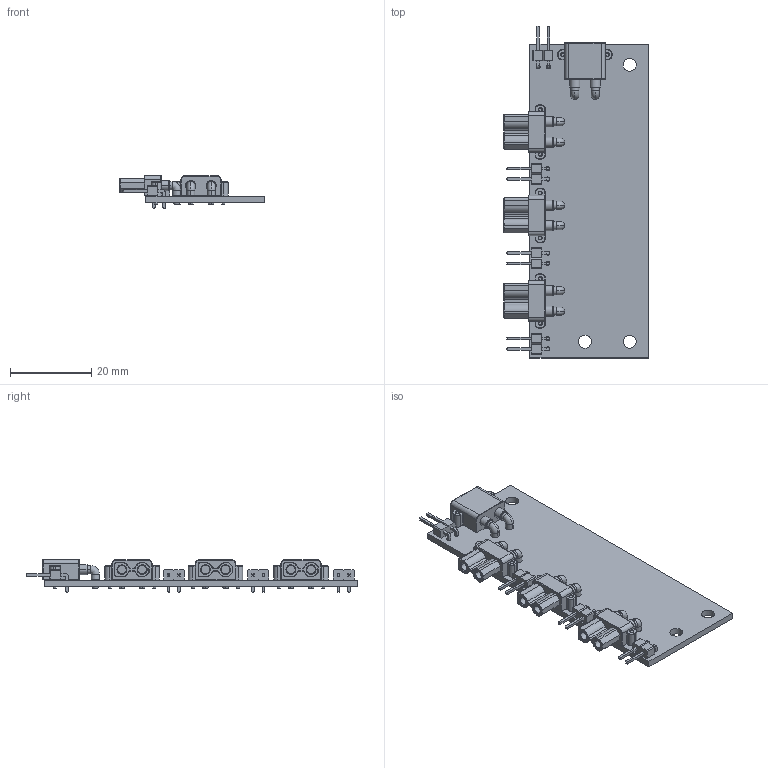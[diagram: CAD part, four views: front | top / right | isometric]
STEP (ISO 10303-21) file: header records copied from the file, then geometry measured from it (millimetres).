
FILE_DESCRIPTION(('KiCad electronic assembly'),'2;1');
FILE_NAME('leg power board.step','2024-10-04T19:06:28',('Pcbnew'),( 'Kicad'),'Open CASCADE STEP processor 7.8','KiCad to STEP converter' ,'Unknown');
FILE_SCHEMA(('AUTOMOTIVE_DESIGN { 1 0 10303 214 1 1 1 1 }'));
Length unit declared in the file: millimetre
Products named in the file (8): leg power board 1; PinHeader_1x02_P2.54mm_Horizontal; PinHeader_1x02_P254mm_Horizontal; XT30PW-F; XT30PW-M; test_PCB
Assembly tree (12 placements, depth 3):
  leg power board 1
    PinHeader_1x02_P2.54mm_Horizontal  x4
      PinHeader_1x02_P254mm_Horizontal
    XT30PW-F  x3
      XT30PW-F
    XT30PW-M
      XT30PW-M
    test_PCB
Bounding box: 35.4 x 81.54 x 8 mm (x, y, z)
Volume: 5116.8 mm3; surface area: 8129.1 mm2
Topology: 27 solids, 27 shells, 1031 faces, 2391 edges, 1456 vertices
Faces by surface type: plane 460, cylinder 317, cone 128, bspline 110, torus 16
Full cylindrical faces by diameter (mm): 1 x16, 1.7 x8, 3.2 x3
Entity records: 17261 total; most frequent: CARTESIAN_POINT 4599, DIRECTION 2569, ORIENTED_EDGE 2462, EDGE_CURVE 1231, AXIS2_PLACEMENT_3D 966, VERTEX_POINT 748, LINE 637, VECTOR 637
